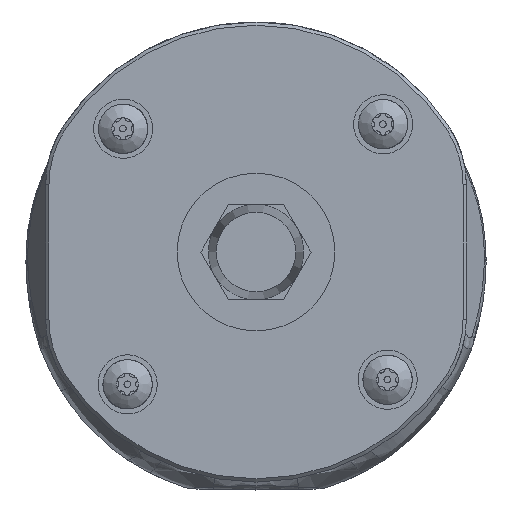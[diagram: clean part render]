
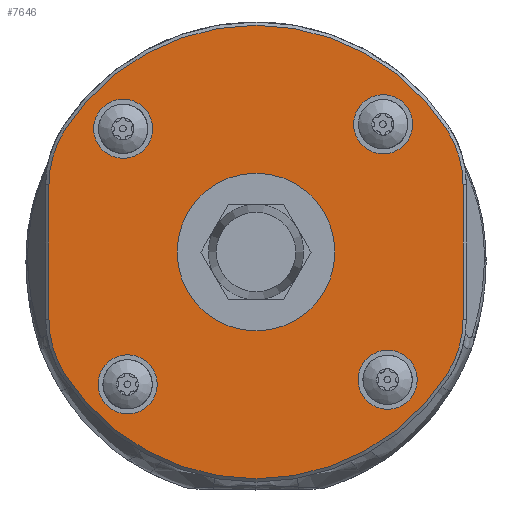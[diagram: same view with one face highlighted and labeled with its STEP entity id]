
A CAD part, front view. The second image highlights one B-rep face of the part: STEP entity #7646.
In plain terms, the highlighted planar face has unit normal (0, -1, 0).
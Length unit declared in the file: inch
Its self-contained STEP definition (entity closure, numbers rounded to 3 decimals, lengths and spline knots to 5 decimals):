
#332 = CARTESIAN_POINT ( 'NONE',  ( 1.24016, -7.33786, -1.54826 ) ) ;
#747 = CIRCLE ( 'NONE', #23790, 0.61024 ) ;
#1011 = CIRCLE ( 'NONE', #41626, 1.35827 ) ;
#1733 = FACE_BOUND ( 'NONE', #12007, .T. ) ;
#2614 = AXIS2_PLACEMENT_3D ( 'NONE', #35151, #56140, #3542 ) ;
#2945 = VECTOR ( 'NONE', #55955, 39.37008 ) ;
#2954 = ORIENTED_EDGE ( 'NONE', *, *, #34565, .F. ) ;
#3542 = DIRECTION ( 'NONE',  ( 0., 0., -1. ) ) ;
#4169 = CARTESIAN_POINT ( 'NONE',  ( -0.76181, -7.33786, -0.46785 ) ) ;
#5121 = EDGE_LOOP ( 'NONE', ( #54198, #34127, #2954, #5750, #56553, #63632, #24923, #37970 ) ) ;
#5750 = ORIENTED_EDGE ( 'NONE', *, *, #54087, .F. ) ;
#5901 = EDGE_LOOP ( 'NONE', ( #19663 ) ) ;
#6472 = ORIENTED_EDGE ( 'NONE', *, *, #28675, .T. ) ;
#6561 = ORIENTED_EDGE ( 'NONE', *, *, #22498, .T. ) ;
#7196 = DIRECTION ( 'NONE',  ( 0., 0., 1. ) ) ;
#7235 = DIRECTION ( 'NONE',  ( 0., 0., 1. ) ) ;
#7646 = ADVANCED_FACE ( 'NONE', ( #17550, #1733, #38513, #39528, #48837, #33332 ), #54317, .F. ) ;
#8232 = CIRCLE ( 'NONE', #27985, 0.08858 ) ;
#8417 = EDGE_CURVE ( 'NONE', #31419, #46387, #747, .T. ) ;
#8462 = DIRECTION ( 'NONE',  ( 0., 1., 0. ) ) ;
#8522 = CARTESIAN_POINT ( 'NONE',  ( 0., -7.33786, -1.14483 ) ) ;
#8525 = AXIS2_PLACEMENT_3D ( 'NONE', #25425, #20957, #20624 ) ;
#8603 = VERTEX_POINT ( 'NONE', #14190 ) ;
#9631 = CARTESIAN_POINT ( 'NONE',  ( -1.1438, -7.33786, -0.4123 ) ) ;
#10765 = CARTESIAN_POINT ( 'NONE',  ( -0.62992, -7.33786, -0.74141 ) ) ;
#11311 = EDGE_LOOP ( 'NONE', ( #16401 ) ) ;
#11611 = AXIS2_PLACEMENT_3D ( 'NONE', #33295, #12692, #7196 ) ;
#11921 = CARTESIAN_POINT ( 'NONE',  ( -1.1438, -7.33786, -1.87737 ) ) ;
#12007 = EDGE_LOOP ( 'NONE', ( #6472 ) ) ;
#12156 = DIRECTION ( 'NONE',  ( 0., 1., 0. ) ) ;
#12522 = EDGE_LOOP ( 'NONE', ( #6561 ) ) ;
#12692 = DIRECTION ( 'NONE',  ( 0., 1., 0. ) ) ;
#13728 = DIRECTION ( 'NONE',  ( -1., 0., 0. ) ) ;
#14190 = CARTESIAN_POINT ( 'NONE',  ( 1.1438, -7.33786, -0.4123 ) ) ;
#14845 = VERTEX_POINT ( 'NONE', #50942 ) ;
#16401 = ORIENTED_EDGE ( 'NONE', *, *, #42072, .T. ) ;
#16479 = EDGE_CURVE ( 'NONE', #31419, #40421, #65878, .T. ) ;
#17550 = FACE_BOUND ( 'NONE', #11311, .T. ) ;
#17968 = CIRCLE ( 'NONE', #65147, 0.61024 ) ;
#18089 = DIRECTION ( 'NONE',  ( 0., 0., -1. ) ) ;
#18451 = DIRECTION ( 'NONE',  ( 0., 0., 1. ) ) ;
#18929 = EDGE_LOOP ( 'NONE', ( #53873 ) ) ;
#19020 = CIRCLE ( 'NONE', #42099, 0.36417 ) ;
#19170 = CARTESIAN_POINT ( 'NONE',  ( -1.24016, -7.33786, -1.54826 ) ) ;
#19320 = CARTESIAN_POINT ( 'NONE',  ( -0.76181, -7.33786, -1.99899 ) ) ;
#19663 = ORIENTED_EDGE ( 'NONE', *, *, #24344, .T. ) ;
#20624 = DIRECTION ( 'NONE',  ( 0., 0., -1. ) ) ;
#20957 = DIRECTION ( 'NONE',  ( 0., 1., 0. ) ) ;
#21453 = CARTESIAN_POINT ( 'NONE',  ( 0.62992, -7.33786, -1.54826 ) ) ;
#21531 = EDGE_CURVE ( 'NONE', #29625, #56459, #47620, .T. ) ;
#22498 = EDGE_CURVE ( 'NONE', #66730, #66730, #38818, .T. ) ;
#22604 = EDGE_CURVE ( 'NONE', #30319, #27918, #17968, .T. ) ;
#23696 = DIRECTION ( 'NONE',  ( 0., 1., 0. ) ) ;
#23790 = AXIS2_PLACEMENT_3D ( 'NONE', #21453, #12156, #26944 ) ;
#24141 = VERTEX_POINT ( 'NONE', #4169 ) ;
#24318 = LINE ( 'NONE', #19170, #2945 ) ;
#24344 = EDGE_CURVE ( 'NONE', #14845, #14845, #8232, .T. ) ;
#24466 = CARTESIAN_POINT ( 'NONE',  ( 0., -7.33786, -1.50901 ) ) ;
#24586 = AXIS2_PLACEMENT_3D ( 'NONE', #49501, #23696, #13728 ) ;
#24923 = ORIENTED_EDGE ( 'NONE', *, *, #21531, .F. ) ;
#25425 = CARTESIAN_POINT ( 'NONE',  ( -0.76181, -7.33786, -0.37927 ) ) ;
#26944 = DIRECTION ( 'NONE',  ( 0., 0., 1. ) ) ;
#27698 = CARTESIAN_POINT ( 'NONE',  ( 0.76181, -7.33786, -1.9104 ) ) ;
#27918 = VERTEX_POINT ( 'NONE', #9631 ) ;
#27985 = AXIS2_PLACEMENT_3D ( 'NONE', #27698, #8462, #18089 ) ;
#28675 = EDGE_CURVE ( 'NONE', #24141, #24141, #52434, .T. ) ;
#29465 = DIRECTION ( 'NONE',  ( 0., 1., 0. ) ) ;
#29625 = VERTEX_POINT ( 'NONE', #11921 ) ;
#30319 = VERTEX_POINT ( 'NONE', #62929 ) ;
#30446 = CARTESIAN_POINT ( 'NONE',  ( 1.24016, -7.33786, -0.74141 ) ) ;
#30627 = VERTEX_POINT ( 'NONE', #24466 ) ;
#30969 = DIRECTION ( 'NONE',  ( 0., 0., 1. ) ) ;
#31419 = VERTEX_POINT ( 'NONE', #332 ) ;
#33295 = CARTESIAN_POINT ( 'NONE',  ( 0., -7.33786, -1.14483 ) ) ;
#33332 = FACE_OUTER_BOUND ( 'NONE', #5121, .T. ) ;
#34127 = ORIENTED_EDGE ( 'NONE', *, *, #16479, .T. ) ;
#34565 = EDGE_CURVE ( 'NONE', #8603, #40421, #41161, .T. ) ;
#35151 = CARTESIAN_POINT ( 'NONE',  ( -0.76181, -7.33786, -1.9104 ) ) ;
#36454 = CARTESIAN_POINT ( 'NONE',  ( 0.76181, -7.33786, -0.46785 ) ) ;
#37538 = EDGE_CURVE ( 'NONE', #30319, #56459, #24318, .T. ) ;
#37893 = CIRCLE ( 'NONE', #66430, 0.08858 ) ;
#37970 = ORIENTED_EDGE ( 'NONE', *, *, #62513, .F. ) ;
#38513 = FACE_BOUND ( 'NONE', #18929, .T. ) ;
#38818 = CIRCLE ( 'NONE', #2614, 0.08858 ) ;
#39444 = CARTESIAN_POINT ( 'NONE',  ( 1.24016, -7.33786, -0.74141 ) ) ;
#39528 = FACE_BOUND ( 'NONE', #5901, .T. ) ;
#40421 = VERTEX_POINT ( 'NONE', #30446 ) ;
#41161 = CIRCLE ( 'NONE', #52153, 0.61024 ) ;
#41626 = AXIS2_PLACEMENT_3D ( 'NONE', #45584, #55900, #18451 ) ;
#41795 = CARTESIAN_POINT ( 'NONE',  ( -1.24016, -7.33786, -1.54826 ) ) ;
#42072 = EDGE_CURVE ( 'NONE', #30627, #30627, #19020, .T. ) ;
#42099 = AXIS2_PLACEMENT_3D ( 'NONE', #8522, #29465, #55251 ) ;
#44703 = DIRECTION ( 'NONE',  ( 0., 1., 0. ) ) ;
#45584 = CARTESIAN_POINT ( 'NONE',  ( 0., -7.33786, -1.14483 ) ) ;
#45597 = CIRCLE ( 'NONE', #11611, 1.35827 ) ;
#46387 = VERTEX_POINT ( 'NONE', #61957 ) ;
#47203 = DIRECTION ( 'NONE',  ( 0., 0., -1. ) ) ;
#47527 = DIRECTION ( 'NONE',  ( 0., 1., 0. ) ) ;
#47620 = CIRCLE ( 'NONE', #24586, 0.61024 ) ;
#47871 = DIRECTION ( 'NONE',  ( 0., 0., 1. ) ) ;
#47902 = AXIS2_PLACEMENT_3D ( 'NONE', #60470, #44703, #7235 ) ;
#48236 = CARTESIAN_POINT ( 'NONE',  ( 0.76181, -7.33786, -0.37927 ) ) ;
#48837 = FACE_BOUND ( 'NONE', #12522, .T. ) ;
#49501 = CARTESIAN_POINT ( 'NONE',  ( -0.62992, -7.33786, -1.54826 ) ) ;
#50942 = CARTESIAN_POINT ( 'NONE',  ( 0.76181, -7.33786, -1.99899 ) ) ;
#51622 = DIRECTION ( 'NONE',  ( 0., 1., 0. ) ) ;
#52153 = AXIS2_PLACEMENT_3D ( 'NONE', #61912, #51622, #30969 ) ;
#52434 = CIRCLE ( 'NONE', #8525, 0.08858 ) ;
#53873 = ORIENTED_EDGE ( 'NONE', *, *, #54597, .T. ) ;
#54087 = EDGE_CURVE ( 'NONE', #27918, #8603, #45597, .T. ) ;
#54198 = ORIENTED_EDGE ( 'NONE', *, *, #8417, .F. ) ;
#54317 = PLANE ( 'NONE',  #47902 ) ;
#54597 = EDGE_CURVE ( 'NONE', #63275, #63275, #37893, .T. ) ;
#55143 = VECTOR ( 'NONE', #60386, 39.37008 ) ;
#55251 = DIRECTION ( 'NONE',  ( 0., 0., -1. ) ) ;
#55900 = DIRECTION ( 'NONE',  ( 0., 1., 0. ) ) ;
#55955 = DIRECTION ( 'NONE',  ( 0., 0., -1. ) ) ;
#56140 = DIRECTION ( 'NONE',  ( 0., 1., 0. ) ) ;
#56459 = VERTEX_POINT ( 'NONE', #41795 ) ;
#56553 = ORIENTED_EDGE ( 'NONE', *, *, #22604, .F. ) ;
#58191 = DIRECTION ( 'NONE',  ( 0., 1., 0. ) ) ;
#60386 = DIRECTION ( 'NONE',  ( 0., 0., 1. ) ) ;
#60470 = CARTESIAN_POINT ( 'NONE',  ( 0., -7.33786, -1.14483 ) ) ;
#61912 = CARTESIAN_POINT ( 'NONE',  ( 0.62992, -7.33786, -0.74141 ) ) ;
#61957 = CARTESIAN_POINT ( 'NONE',  ( 1.1438, -7.33786, -1.87737 ) ) ;
#62513 = EDGE_CURVE ( 'NONE', #46387, #29625, #1011, .T. ) ;
#62929 = CARTESIAN_POINT ( 'NONE',  ( -1.24016, -7.33786, -0.74141 ) ) ;
#63275 = VERTEX_POINT ( 'NONE', #36454 ) ;
#63632 = ORIENTED_EDGE ( 'NONE', *, *, #37538, .T. ) ;
#65147 = AXIS2_PLACEMENT_3D ( 'NONE', #10765, #47527, #47871 ) ;
#65878 = LINE ( 'NONE', #39444, #55143 ) ;
#66430 = AXIS2_PLACEMENT_3D ( 'NONE', #48236, #58191, #47203 ) ;
#66730 = VERTEX_POINT ( 'NONE', #19320 ) ;
